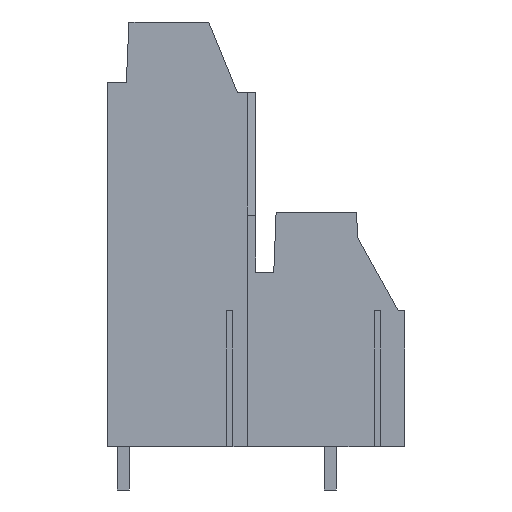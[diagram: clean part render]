
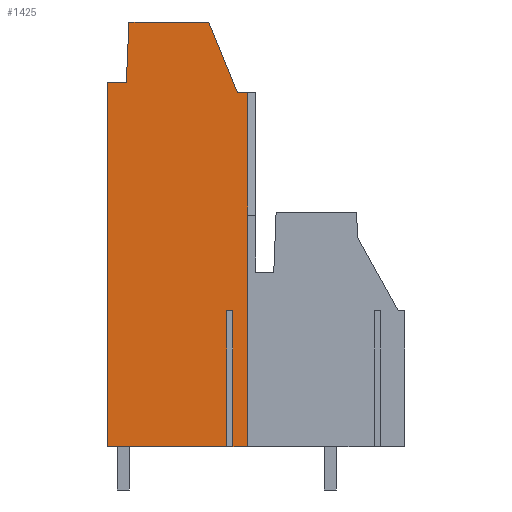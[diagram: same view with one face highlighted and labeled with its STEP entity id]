
A CAD part, left-side view. The second image highlights one B-rep face of the part: STEP entity #1425.
In plain terms, the highlighted planar face has unit normal (-1, 0, 0).
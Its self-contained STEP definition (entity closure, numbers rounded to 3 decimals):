
#1359=AXIS2_PLACEMENT_3D('Plane Axis2P3D',#1356,#1357,#1358) ;
#559=CARTESIAN_POINT('Line Origine',(0.,12.12,3.2)) ;
#563=CARTESIAN_POINT('Vertex',(0.,11.574,3.2)) ;
#565=CARTESIAN_POINT('Vertex',(0.,12.665,3.2)) ;
#614=CARTESIAN_POINT('Vertex',(0.,13.115,3.2)) ;
#617=CARTESIAN_POINT('Line Origine',(0.,17.528,3.2)) ;
#621=CARTESIAN_POINT('Vertex',(0.,21.94,3.2)) ;
#1130=CARTESIAN_POINT('Vertex',(0.,11.574,29.26)) ;
#1133=CARTESIAN_POINT('Line Origine',(0.,11.574,16.23)) ;
#1339=CARTESIAN_POINT('Vertex',(0.,12.337,29.26)) ;
#1342=CARTESIAN_POINT('Line Origine',(0.,11.956,29.26)) ;
#1356=CARTESIAN_POINT('Axis2P3D Location',(0.,11.,17.2)) ;
#1362=CARTESIAN_POINT('Control Point',(0.,20.328,34.47)) ;
#1363=CARTESIAN_POINT('Control Point',(0.,20.521,30.05)) ;
#1364=CARTESIAN_POINT('Vertex',(0.,20.328,34.47)) ;
#1366=CARTESIAN_POINT('Vertex',(0.,20.521,30.05)) ;
#1369=CARTESIAN_POINT('Line Origine',(0.,16.853,30.05)) ;
#1373=CARTESIAN_POINT('Vertex',(0.,21.94,30.05)) ;
#1376=CARTESIAN_POINT('Line Origine',(0.,21.94,34.47)) ;
#1381=CARTESIAN_POINT('Line Origine',(0.,13.115,34.47)) ;
#1385=CARTESIAN_POINT('Vertex',(0.,13.115,13.2)) ;
#1388=CARTESIAN_POINT('Line Origine',(0.,16.853,13.2)) ;
#1392=CARTESIAN_POINT('Vertex',(0.,12.665,13.2)) ;
#1395=CARTESIAN_POINT('Line Origine',(0.,12.665,34.47)) ;
#1401=CARTESIAN_POINT('Control Point',(0.,12.337,29.26)) ;
#1402=CARTESIAN_POINT('Control Point',(0.,14.449,34.47)) ;
#1403=CARTESIAN_POINT('Vertex',(0.,14.449,34.47)) ;
#1406=CARTESIAN_POINT('Line Origine',(0.,16.853,34.47)) ;
#560=DIRECTION('Vector Direction',(0.,1.,0.)) ;
#618=DIRECTION('Vector Direction',(0.,1.,0.)) ;
#1134=DIRECTION('Vector Direction',(0.,0.,-1.)) ;
#1343=DIRECTION('Vector Direction',(0.,1.,0.)) ;
#1357=DIRECTION('Axis2P3D Direction',(1.,0.,0.)) ;
#1358=DIRECTION('Axis2P3D XDirection',(0.,1.,0.)) ;
#1370=DIRECTION('Vector Direction',(0.,1.,0.)) ;
#1377=DIRECTION('Vector Direction',(0.,0.,1.)) ;
#1382=DIRECTION('Vector Direction',(0.,0.,1.)) ;
#1389=DIRECTION('Vector Direction',(0.,1.,0.)) ;
#1396=DIRECTION('Vector Direction',(0.,0.,1.)) ;
#1407=DIRECTION('Vector Direction',(0.,1.,0.)) ;
#561=VECTOR('Line Direction',#560,1.) ;
#619=VECTOR('Line Direction',#618,1.) ;
#1135=VECTOR('Line Direction',#1134,1.) ;
#1344=VECTOR('Line Direction',#1343,1.) ;
#1371=VECTOR('Line Direction',#1370,1.) ;
#1378=VECTOR('Line Direction',#1377,1.) ;
#1383=VECTOR('Line Direction',#1382,1.) ;
#1390=VECTOR('Line Direction',#1389,1.) ;
#1397=VECTOR('Line Direction',#1396,1.) ;
#1408=VECTOR('Line Direction',#1407,1.) ;
#1412=ORIENTED_EDGE('',*,*,#1368,.T.) ;
#1413=ORIENTED_EDGE('',*,*,#1375,.T.) ;
#1414=ORIENTED_EDGE('',*,*,#1380,.T.) ;
#1415=ORIENTED_EDGE('',*,*,#623,.F.) ;
#1416=ORIENTED_EDGE('',*,*,#1387,.T.) ;
#1417=ORIENTED_EDGE('',*,*,#1394,.T.) ;
#1418=ORIENTED_EDGE('',*,*,#1399,.F.) ;
#1419=ORIENTED_EDGE('',*,*,#567,.F.) ;
#1420=ORIENTED_EDGE('',*,*,#1137,.F.) ;
#1421=ORIENTED_EDGE('',*,*,#1346,.T.) ;
#1422=ORIENTED_EDGE('',*,*,#1405,.T.) ;
#1423=ORIENTED_EDGE('',*,*,#1410,.T.) ;
#1425=ADVANCED_FACE('housing',(#1424),#1360,.F.) ;
#1361=B_SPLINE_CURVE_WITH_KNOTS('',1,(#1362,#1363),.UNSPECIFIED.,.F.,.U.,(2,2),(-2.212,2.212),.UNSPECIFIED.) ;
#1400=B_SPLINE_CURVE_WITH_KNOTS('',1,(#1401,#1402),.UNSPECIFIED.,.F.,.U.,(2,2),(-2.811,2.811),.UNSPECIFIED.) ;
#567=EDGE_CURVE('',#564,#566,#562,.T.) ;
#623=EDGE_CURVE('',#615,#622,#620,.T.) ;
#1137=EDGE_CURVE('',#1131,#564,#1136,.T.) ;
#1346=EDGE_CURVE('',#1131,#1340,#1345,.T.) ;
#1368=EDGE_CURVE('',#1365,#1367,#1361,.T.) ;
#1375=EDGE_CURVE('',#1367,#1374,#1372,.T.) ;
#1380=EDGE_CURVE('',#1374,#622,#1379,.F.) ;
#1387=EDGE_CURVE('',#615,#1386,#1384,.T.) ;
#1394=EDGE_CURVE('',#1386,#1393,#1391,.F.) ;
#1399=EDGE_CURVE('',#566,#1393,#1398,.T.) ;
#1405=EDGE_CURVE('',#1340,#1404,#1400,.T.) ;
#1410=EDGE_CURVE('',#1404,#1365,#1409,.T.) ;
#1411=EDGE_LOOP('',(#1412,#1413,#1414,#1415,#1416,#1417,#1418,#1419,#1420,#1421,#1422,#1423)) ;
#1424=FACE_OUTER_BOUND('',#1411,.T.) ;
#562=LINE('Line',#559,#561) ;
#620=LINE('Line',#617,#619) ;
#1136=LINE('Line',#1133,#1135) ;
#1345=LINE('Line',#1342,#1344) ;
#1372=LINE('Line',#1369,#1371) ;
#1379=LINE('Line',#1376,#1378) ;
#1384=LINE('Line',#1381,#1383) ;
#1391=LINE('Line',#1388,#1390) ;
#1398=LINE('Line',#1395,#1397) ;
#1409=LINE('Line',#1406,#1408) ;
#1360=PLANE('',#1359) ;
#564=VERTEX_POINT('',#563) ;
#566=VERTEX_POINT('',#565) ;
#615=VERTEX_POINT('',#614) ;
#622=VERTEX_POINT('',#621) ;
#1131=VERTEX_POINT('',#1130) ;
#1340=VERTEX_POINT('',#1339) ;
#1365=VERTEX_POINT('',#1364) ;
#1367=VERTEX_POINT('',#1366) ;
#1374=VERTEX_POINT('',#1373) ;
#1386=VERTEX_POINT('',#1385) ;
#1393=VERTEX_POINT('',#1392) ;
#1404=VERTEX_POINT('',#1403) ;
